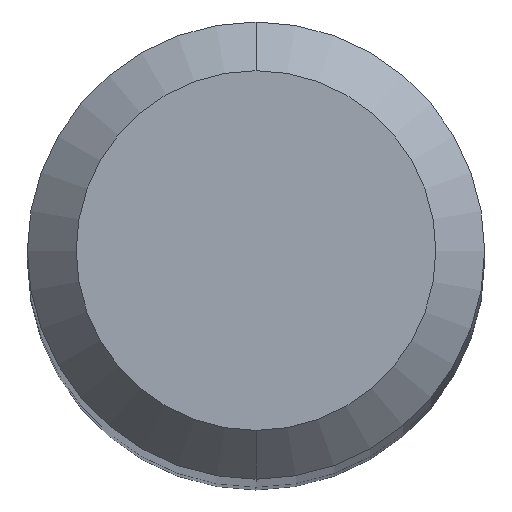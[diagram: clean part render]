
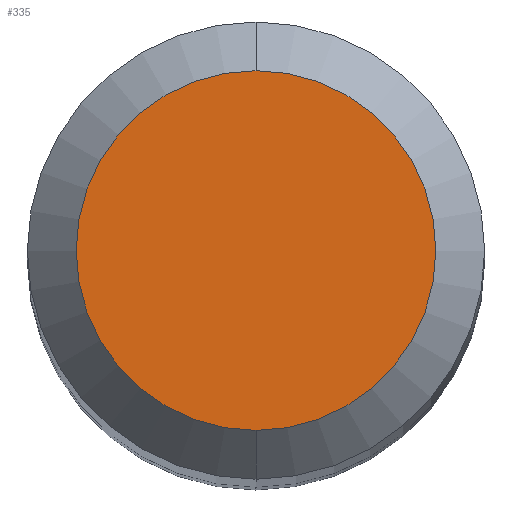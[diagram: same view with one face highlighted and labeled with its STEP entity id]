
A CAD part, top view. The second image highlights one B-rep face of the part: STEP entity #335.
In plain terms, the highlighted planar face has unit normal (0, 0, 1).
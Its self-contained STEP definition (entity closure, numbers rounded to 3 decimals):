
#5 = AXIS2_PLACEMENT_3D ( 'NONE', #227, #48, #148 ) ;
#7 = ORIENTED_EDGE ( 'NONE', *, *, #238, .F. ) ;
#21 = DIRECTION ( 'NONE',  ( 0., 0., -1. ) ) ;
#46 = PLANE ( 'NONE',  #117 ) ;
#48 = DIRECTION ( 'NONE',  ( 0., 0., -1. ) ) ;
#54 = DIRECTION ( 'NONE',  ( 0., 1., 0. ) ) ;
#62 = EDGE_CURVE ( 'NONE', #159, #101, #149, .T. ) ;
#75 = ORIENTED_EDGE ( 'NONE', *, *, #62, .F. ) ;
#89 = DIRECTION ( 'NONE',  ( 0., 1., 0. ) ) ;
#98 = CARTESIAN_POINT ( 'NONE',  ( 0., 1.475, 52. ) ) ;
#101 = VERTEX_POINT ( 'NONE', #204 ) ;
#109 = AXIS2_PLACEMENT_3D ( 'NONE', #321, #21, #89 ) ;
#117 = AXIS2_PLACEMENT_3D ( 'NONE', #232, #263, #54 ) ;
#144 = EDGE_LOOP ( 'NONE', ( #75, #7 ) ) ;
#148 = DIRECTION ( 'NONE',  ( 0., 1., 0. ) ) ;
#149 = CIRCLE ( 'NONE', #109, 1.475 ) ;
#156 = CIRCLE ( 'NONE', #5, 1.475 ) ;
#159 = VERTEX_POINT ( 'NONE', #98 ) ;
#204 = CARTESIAN_POINT ( 'NONE',  ( 0., -1.475, 52. ) ) ;
#227 = CARTESIAN_POINT ( 'NONE',  ( 0., 0., 52. ) ) ;
#229 = FACE_OUTER_BOUND ( 'NONE', #144, .T. ) ;
#232 = CARTESIAN_POINT ( 'NONE',  ( 0., 0., 52. ) ) ;
#238 = EDGE_CURVE ( 'NONE', #101, #159, #156, .T. ) ;
#263 = DIRECTION ( 'NONE',  ( 0., 0., -1. ) ) ;
#321 = CARTESIAN_POINT ( 'NONE',  ( 0., 0., 52. ) ) ;
#335 = ADVANCED_FACE ( 'NONE', ( #229 ), #46, .F. ) ;
